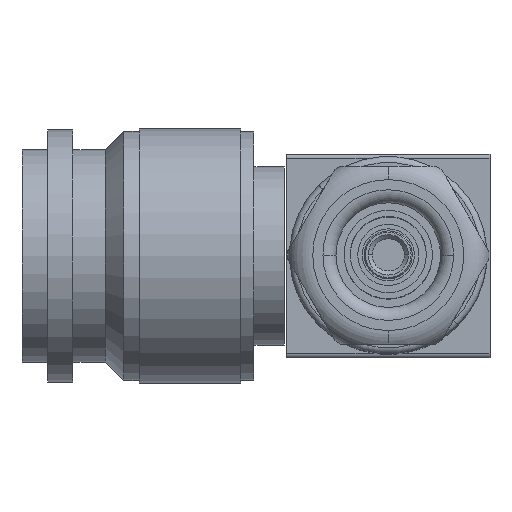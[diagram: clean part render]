
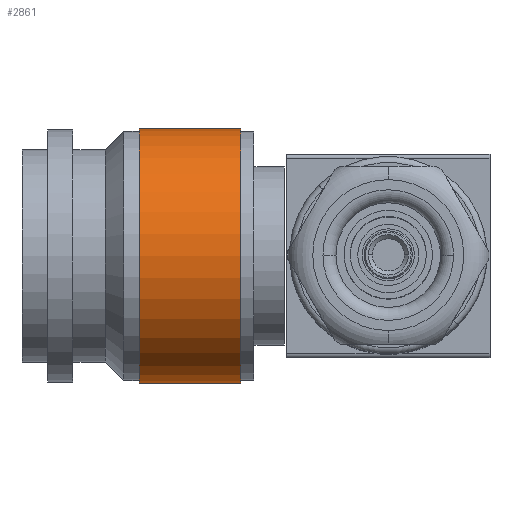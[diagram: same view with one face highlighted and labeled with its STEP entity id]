
A CAD part, top view. The second image highlights one B-rep face of the part: STEP entity #2861.
In plain terms, the highlighted cylindrical face has radius 7.938 mm (diameter 15.875 mm), a partial arc.
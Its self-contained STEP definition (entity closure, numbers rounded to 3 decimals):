
#2203=CARTESIAN_POINT('',(-4.166,0.,0.));
#2204=DIRECTION('',(1.,0.,0.));
#2205=DIRECTION('',(0.,1.,0.));
#2206=AXIS2_PLACEMENT_3D('',#2203,#2204,#2205);
#2208=CARTESIAN_POINT('',(-10.516,0.,0.));
#2209=DIRECTION('',(-1.,0.,0.));
#2210=DIRECTION('',(0.,-1.,0.));
#2211=AXIS2_PLACEMENT_3D('',#2208,#2209,#2210);
#2238=DIRECTION('',(-1.,0.,0.));
#2239=VECTOR('',#2238,6.35);
#2240=CARTESIAN_POINT('',(-4.166,7.938,0.));
#2241=LINE('',#2240,#2239);
#2247=DIRECTION('',(-1.,0.,0.));
#2248=VECTOR('',#2247,6.35);
#2249=CARTESIAN_POINT('',(-4.166,-7.938,0.));
#2250=LINE('',#2249,#2248);
#2730=CARTESIAN_POINT('',(-4.166,7.938,0.));
#2731=CARTESIAN_POINT('',(-4.166,-7.938,0.));
#2732=VERTEX_POINT('',#2730);
#2733=VERTEX_POINT('',#2731);
#2734=CARTESIAN_POINT('',(-10.516,7.938,0.));
#2735=VERTEX_POINT('',#2734);
#2736=CARTESIAN_POINT('',(-10.516,-7.938,0.));
#2737=VERTEX_POINT('',#2736);
#2846=CARTESIAN_POINT('',(-18.555,0.,0.));
#2847=DIRECTION('',(1.,0.,0.));
#2848=DIRECTION('',(0.,-1.,0.));
#2849=AXIS2_PLACEMENT_3D('',#2846,#2847,#2848);
#2850=CYLINDRICAL_SURFACE('',#2849,7.938);
#2852=ORIENTED_EDGE('',*,*,#2851,.T.);
#2854=ORIENTED_EDGE('',*,*,#2853,.T.);
#2856=ORIENTED_EDGE('',*,*,#2855,.T.);
#2858=ORIENTED_EDGE('',*,*,#2857,.F.);
#2859=EDGE_LOOP('',(#2852,#2854,#2856,#2858));
#2860=FACE_OUTER_BOUND('',#2859,.F.);
#2207=CIRCLE('',#2206,7.938);
#2212=CIRCLE('',#2211,7.938);
#2851=EDGE_CURVE('',#2732,#2733,#2207,.T.);
#2853=EDGE_CURVE('',#2733,#2737,#2250,.T.);
#2855=EDGE_CURVE('',#2737,#2735,#2212,.T.);
#2857=EDGE_CURVE('',#2732,#2735,#2241,.T.);
#2861=ADVANCED_FACE('',(#2860),#2850,.T.);
